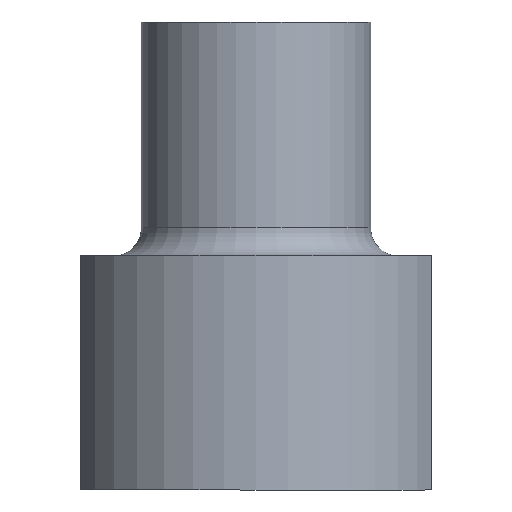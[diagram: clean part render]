
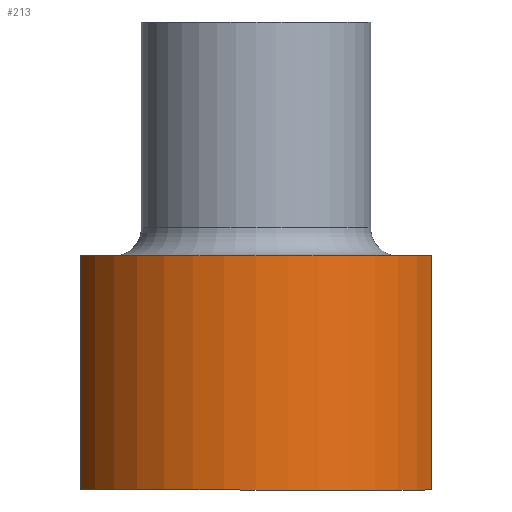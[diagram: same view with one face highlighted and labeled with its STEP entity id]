
A CAD part, left-side view. The second image highlights one B-rep face of the part: STEP entity #213.
In plain terms, the highlighted cylindrical face has radius 20.531 mm (diameter 41.061 mm), a partial arc.
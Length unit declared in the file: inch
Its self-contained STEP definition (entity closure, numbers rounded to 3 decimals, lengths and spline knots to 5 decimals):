
#2 = VERTEX_POINT ( 'NONE', #265 ) ;
#16 = AXIS2_PLACEMENT_3D ( 'NONE', #187, #127, #120 ) ;
#33 = ORIENTED_EDGE ( 'NONE', *, *, #279, .T. ) ;
#37 = VERTEX_POINT ( 'NONE', #83 ) ;
#75 = ORIENTED_EDGE ( 'NONE', *, *, #373, .T. ) ;
#83 = CARTESIAN_POINT ( 'NONE',  ( -0.30139, 0.75, 1. ) ) ;
#88 = VERTEX_POINT ( 'NONE', #169 ) ;
#90 = DIRECTION ( 'NONE',  ( 0., 0., 1. ) ) ;
#103 = EDGE_LOOP ( 'NONE', ( #75, #33, #332, #284 ) ) ;
#113 = EDGE_CURVE ( 'NONE', #37, #306, #168, .T. ) ;
#120 = DIRECTION ( 'NONE',  ( 1., 0., 0. ) ) ;
#127 = DIRECTION ( 'NONE',  ( 0., 0., 1. ) ) ;
#136 = DIRECTION ( 'NONE',  ( 0., 0., -1. ) ) ;
#160 = CARTESIAN_POINT ( 'NONE',  ( -0.30139, -0.75, 0.625 ) ) ;
#162 = CARTESIAN_POINT ( 'NONE',  ( -0.30139, 0.75, 0. ) ) ;
#168 = LINE ( 'NONE', #228, #175 ) ;
#169 = CARTESIAN_POINT ( 'NONE',  ( -0.30139, -0.75, 0. ) ) ;
#175 = VECTOR ( 'NONE', #288, 39.37008 ) ;
#187 = CARTESIAN_POINT ( 'NONE',  ( 0., 0., 0. ) ) ;
#213 = ADVANCED_FACE ( 'NONE', ( #220 ), #226, .T. ) ;
#214 = CARTESIAN_POINT ( 'NONE',  ( 0., 0., 1. ) ) ;
#216 = VECTOR ( 'NONE', #223, 39.37008 ) ;
#220 = FACE_OUTER_BOUND ( 'NONE', #103, .T. ) ;
#223 = DIRECTION ( 'NONE',  ( 0., 0., 1. ) ) ;
#226 = CYLINDRICAL_SURFACE ( 'NONE', #364, 0.80829 ) ;
#228 = CARTESIAN_POINT ( 'NONE',  ( -0.30139, 0.75, 0.625 ) ) ;
#246 = LINE ( 'NONE', #160, #216 ) ;
#265 = CARTESIAN_POINT ( 'NONE',  ( -0.30139, -0.75, 1. ) ) ;
#275 = DIRECTION ( 'NONE',  ( 1., 0., 0. ) ) ;
#279 = EDGE_CURVE ( 'NONE', #88, #2, #246, .T. ) ;
#284 = ORIENTED_EDGE ( 'NONE', *, *, #113, .T. ) ;
#288 = DIRECTION ( 'NONE',  ( 0., 0., -1. ) ) ;
#290 = CARTESIAN_POINT ( 'NONE',  ( 0., 0., 0.625 ) ) ;
#306 = VERTEX_POINT ( 'NONE', #162 ) ;
#332 = ORIENTED_EDGE ( 'NONE', *, *, #375, .F. ) ;
#352 = DIRECTION ( 'NONE',  ( -1., 0., 0. ) ) ;
#359 = CIRCLE ( 'NONE', #370, 0.80829 ) ;
#363 = CIRCLE ( 'NONE', #16, 0.80829 ) ;
#364 = AXIS2_PLACEMENT_3D ( 'NONE', #290, #136, #352 ) ;
#370 = AXIS2_PLACEMENT_3D ( 'NONE', #214, #90, #275 ) ;
#373 = EDGE_CURVE ( 'NONE', #306, #88, #363, .T. ) ;
#375 = EDGE_CURVE ( 'NONE', #37, #2, #359, .T. ) ;
